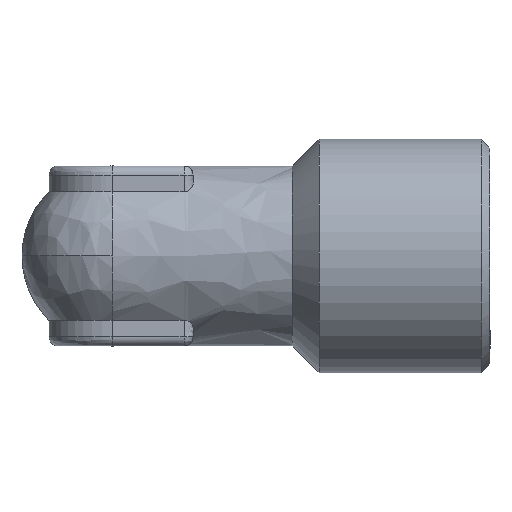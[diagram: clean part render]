
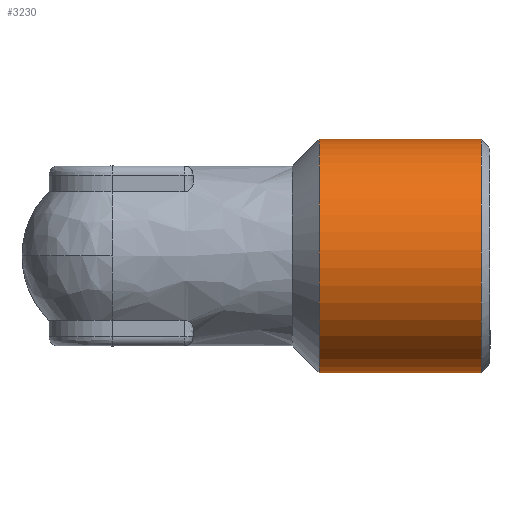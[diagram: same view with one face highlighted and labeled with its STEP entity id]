
A CAD part, left-side view. The second image highlights one B-rep face of the part: STEP entity #3230.
In plain terms, the highlighted free-form (B-spline) face has degree [1, 3] with [2, 4] control points.
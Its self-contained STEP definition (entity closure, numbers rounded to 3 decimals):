
#23 = ORIENTED_EDGE ( 'NONE', *, *, #2069, .T. ) ;
#47 = VERTEX_POINT ( 'NONE', #1459 ) ;
#86 = ORIENTED_EDGE ( 'NONE', *, *, #917, .T. ) ;
#184 = VERTEX_POINT ( 'NONE', #1329 ) ;
#253 = CARTESIAN_POINT ( 'NONE',  ( -13., 10.5, -6.5 ) ) ;
#279 = VERTEX_POINT ( 'NONE', #2938 ) ;
#379 = CARTESIAN_POINT ( 'NONE',  ( 0., 10.5, 6.5 ) ) ;
#458 = CARTESIAN_POINT ( 'NONE',  ( 0., 1.5, -6.5 ) ) ;
#473 = CARTESIAN_POINT ( 'NONE',  ( -13., 1.5, -6.5 ) ) ;
#561 =( BOUNDED_SURFACE ( )  B_SPLINE_SURFACE ( 1, 3, ( 
 ( #2741, #2793, #253, #1015 ),
 ( #1775, #1748, #473, #2024 ) ),
 .UNSPECIFIED., .F., .F., .F. ) 
 B_SPLINE_SURFACE_WITH_KNOTS ( ( 2, 2 ),
 ( 4, 4 ),
 ( 0., 1. ),
 ( 0., 1. ),
 .UNSPECIFIED. ) 
 GEOMETRIC_REPRESENTATION_ITEM ( )  RATIONAL_B_SPLINE_SURFACE ( (
 ( 1., 0.333, 0.333, 1.),
 ( 1., 0.333, 0.333, 1.) ) ) 
 REPRESENTATION_ITEM ( '' )  SURFACE ( )  );
#608 =( BOUNDED_CURVE ( )  B_SPLINE_CURVE ( 3, ( #1447, #1223, #2521, #2225 ),
 .UNSPECIFIED., .F., .T. ) 
 B_SPLINE_CURVE_WITH_KNOTS ( ( 4, 4 ),
 ( -3.142, 0. ),
 .UNSPECIFIED. ) 
 CURVE ( )  GEOMETRIC_REPRESENTATION_ITEM ( )  RATIONAL_B_SPLINE_CURVE ( ( 1., 0.333, 0.333, 1. ) ) 
 REPRESENTATION_ITEM ( '' )  );
#917 = EDGE_CURVE ( 'NONE', #2641, #47, #2333, .T. ) ;
#1015 = CARTESIAN_POINT ( 'NONE',  ( 0., 10.5, -6.5 ) ) ;
#1131 = EDGE_CURVE ( 'NONE', #184, #279, #2150, .T. ) ;
#1223 = CARTESIAN_POINT ( 'NONE',  ( -13., 10.5, -6.5 ) ) ;
#1329 = CARTESIAN_POINT ( 'NONE',  ( 0., 10.5, -6.5 ) ) ;
#1351 = EDGE_CURVE ( 'NONE', #184, #47, #608, .T. ) ;
#1447 = CARTESIAN_POINT ( 'NONE',  ( 0., 10.5, -6.5 ) ) ;
#1459 = CARTESIAN_POINT ( 'NONE',  ( 0., 10.5, 6.5 ) ) ;
#1660 = FACE_OUTER_BOUND ( 'NONE', #2339, .T. ) ;
#1661 = CARTESIAN_POINT ( 'NONE',  ( 0., 1.5, 6.5 ) ) ;
#1703 = CARTESIAN_POINT ( 'NONE',  ( 0., 1.5, 6.5 ) ) ;
#1748 = CARTESIAN_POINT ( 'NONE',  ( -13., 1.5, 6.5 ) ) ;
#1773 = CARTESIAN_POINT ( 'NONE',  ( 0., 10.5, -6.5 ) ) ;
#1775 = CARTESIAN_POINT ( 'NONE',  ( 0., 1.5, 6.5 ) ) ;
#2024 = CARTESIAN_POINT ( 'NONE',  ( 0., 1.5, -6.5 ) ) ;
#2069 = EDGE_CURVE ( 'NONE', #279, #2641, #2575, .T. ) ;
#2150 = B_SPLINE_CURVE_WITH_KNOTS ( 'NONE', 1,
 ( #1773, #3142 ),
 .UNSPECIFIED., .F., .F.,
 ( 2, 2 ),
 ( -1., 0. ),
 .UNSPECIFIED. ) ;
#2225 = CARTESIAN_POINT ( 'NONE',  ( 0., 10.5, 6.5 ) ) ;
#2259 = CARTESIAN_POINT ( 'NONE',  ( -13., 1.5, -6.5 ) ) ;
#2333 = B_SPLINE_CURVE_WITH_KNOTS ( 'NONE', 1,
 ( #1703, #379 ),
 .UNSPECIFIED., .F., .F.,
 ( 2, 2 ),
 ( -1., 0. ),
 .UNSPECIFIED. ) ;
#2339 = EDGE_LOOP ( 'NONE', ( #2573, #3060, #23, #86 ) ) ;
#2521 = CARTESIAN_POINT ( 'NONE',  ( -13., 10.5, 6.5 ) ) ;
#2528 = CARTESIAN_POINT ( 'NONE',  ( -13., 1.5, 6.5 ) ) ;
#2573 = ORIENTED_EDGE ( 'NONE', *, *, #1351, .F. ) ;
#2575 =( BOUNDED_CURVE ( )  B_SPLINE_CURVE ( 3, ( #458, #2259, #2528, #2788 ),
 .UNSPECIFIED., .F., .F. ) 
 B_SPLINE_CURVE_WITH_KNOTS ( ( 4, 4 ),
 ( -3.142, 0. ),
 .UNSPECIFIED. ) 
 CURVE ( )  GEOMETRIC_REPRESENTATION_ITEM ( )  RATIONAL_B_SPLINE_CURVE ( ( 1., 0.333, 0.333, 1. ) ) 
 REPRESENTATION_ITEM ( '' )  );
#2641 = VERTEX_POINT ( 'NONE', #1661 ) ;
#2741 = CARTESIAN_POINT ( 'NONE',  ( 0., 10.5, 6.5 ) ) ;
#2788 = CARTESIAN_POINT ( 'NONE',  ( 0., 1.5, 6.5 ) ) ;
#2793 = CARTESIAN_POINT ( 'NONE',  ( -13., 10.5, 6.5 ) ) ;
#2938 = CARTESIAN_POINT ( 'NONE',  ( 0., 1.5, -6.5 ) ) ;
#3060 = ORIENTED_EDGE ( 'NONE', *, *, #1131, .T. ) ;
#3142 = CARTESIAN_POINT ( 'NONE',  ( 0., 1.5, -6.5 ) ) ;
#3230 = ADVANCED_FACE ( 'NONE', ( #1660 ), #561, .F. ) ;
